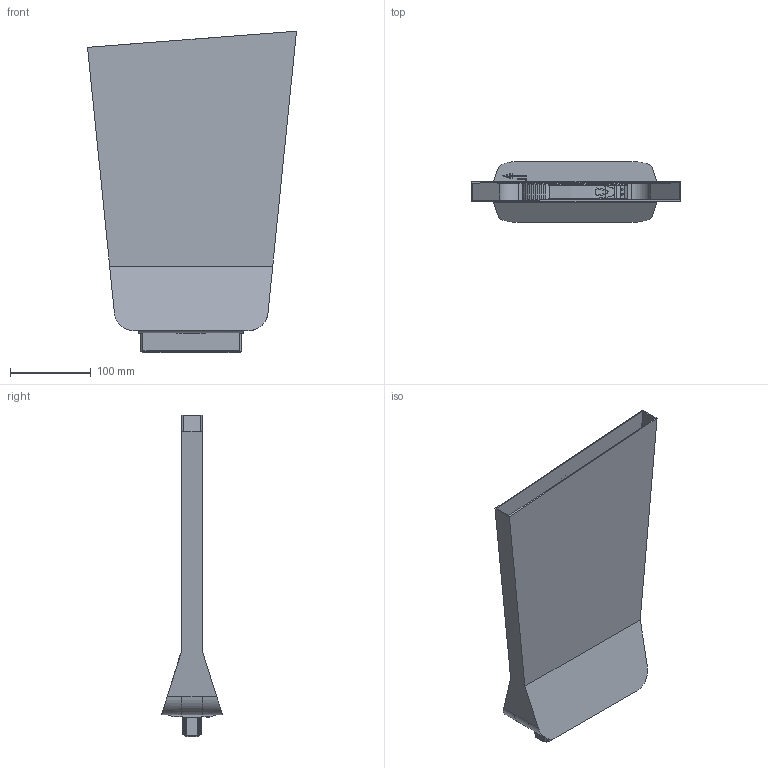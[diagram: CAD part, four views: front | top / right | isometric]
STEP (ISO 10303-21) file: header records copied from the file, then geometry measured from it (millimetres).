
FILE_DESCRIPTION((''),'2;1');
FILE_NAME('U8950038_L_NH-SICHERUNGSHANDGRI_ASM','2021-05-14T',('marketing.praksa'),('Audax d.o.o.'),'CREO PARAMETRIC BY PTC INC, 2017480','CREO PARAMETRIC BY PTC INC, 2017480','');
FILE_SCHEMA(('AUTOMOTIVE_DESIGN { 1 0 10303 214 1 1 1 1 }'));
Length unit declared in the file: millimetre
Products named in the file (7): 34123_L_HANDGRIFF; 34124_L_BETAETIGER; 34141_L_BEGRENZUNGSSCHEIBE; 34125_L_AUFSETZTEIL_GPSHE; PRT9560F; PRT003205; U8950038_L_NH-SICHERUNGSHANDGRI_ASM
Assembly tree (6 placements, depth 2):
  U8950038_L_NH-SICHERUNGSHANDGRI_ASM
    34123_L_HANDGRIFF
    34124_L_BETAETIGER
    34141_L_BEGRENZUNGSSCHEIBE
    34125_L_AUFSETZTEIL_GPSHE
    PRT9560F
    PRT003205
Bounding box: 257.98 x 75 x 397.2 mm (x, y, z)
Volume: 758334.6 mm3; surface area: 449874.3 mm2
Topology: 8 solids, 8 shells, 1087 faces, 3099 edges, 2059 vertices
Faces by surface type: plane 847, cylinder 166, cone 30, extrusion 27, bspline 17
Entity records: 55456 total; most frequent: CARTESIAN_POINT 9685, ORIENTED_EDGE 6198, DIRECTION 5355, PRESENTATION_STYLE_ASSIGNMENT 4221, STYLED_ITEM 4221, CURVE_STYLE 3126, EDGE_CURVE 3099, VECTOR 2475
